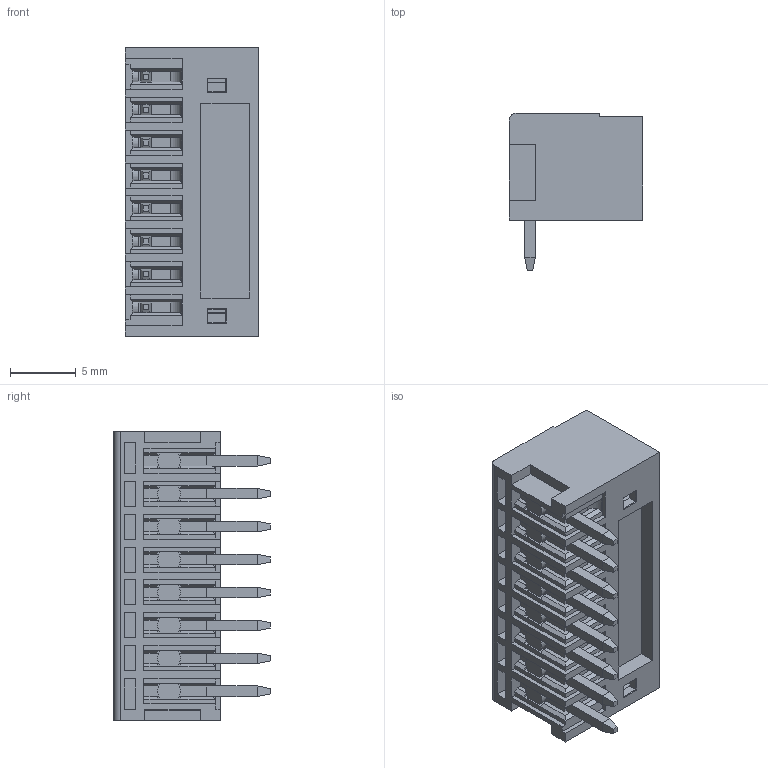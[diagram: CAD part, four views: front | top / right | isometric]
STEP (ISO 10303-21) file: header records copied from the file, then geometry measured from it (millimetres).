
FILE_DESCRIPTION((''),'2;1');
FILE_NAME('TLPHC-006R-17P','2024-09-18T',('sheji'),(''),'PRO/ENGINEER BY PARAMETRIC TECHNOLOGY CORPORATION, 2015240','PRO/ENGINEER BY PARAMETRIC TECHNOLOGY CORPORATION, 2015240','');
FILE_SCHEMA(('CONFIG_CONTROL_DESIGN'));
Length unit declared in the file: millimetre
Products named in the file (1): TLPHC-006R-17P
Bounding box: 10.1 x 11.9 x 21.9 mm (x, y, z)
Volume: 985.4 mm3; surface area: 2020.5 mm2
Topology: 1 solids, 1 shells, 786 faces, 2080 edges, 1322 vertices
Faces by surface type: plane 689, cylinder 65, cone 32
Entity records: 23823 total; most frequent: CARTESIAN_POINT 4267, ORIENTED_EDGE 4160, DIRECTION 3822, EDGE_CURVE 2080, VECTOR 1862, LINE 1862, VERTEX_POINT 1322, AXIS2_PLACEMENT_3D 980
